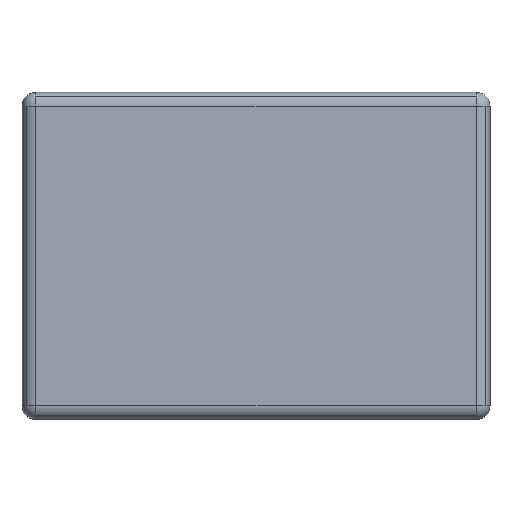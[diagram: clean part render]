
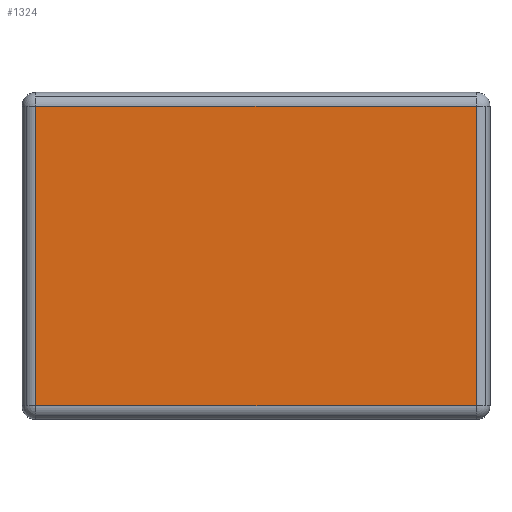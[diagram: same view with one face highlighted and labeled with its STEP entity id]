
A CAD part, top view. The second image highlights one B-rep face of the part: STEP entity #1324.
In plain terms, the highlighted planar face has unit normal (0, 0, 1).
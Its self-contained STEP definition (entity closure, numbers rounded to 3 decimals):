
#880=CARTESIAN_POINT('',(23.9,-16.25,16.2));
#881=VERTEX_POINT('',#880);
#889=CARTESIAN_POINT('',(-23.9,-16.25,16.2));
#890=VERTEX_POINT('',#889);
#891=CARTESIAN_POINT('',(23.9,-16.25,16.2));
#892=DIRECTION('',(-1.0,0.0,0.0));
#893=VECTOR('',#892,47.8);
#894=LINE('',#891,#893);
#895=EDGE_CURVE('',#881,#890,#894,.T.);
#922=CARTESIAN_POINT('',(23.9,16.25,16.2));
#923=VERTEX_POINT('',#922);
#931=CARTESIAN_POINT('',(23.9,16.25,16.2));
#932=DIRECTION('',(0.0,-1.0,0.0));
#933=VECTOR('',#932,32.5);
#934=LINE('',#931,#933);
#935=EDGE_CURVE('',#923,#881,#934,.T.);
#962=CARTESIAN_POINT('',(-23.9,16.25,16.2));
#963=VERTEX_POINT('',#962);
#971=CARTESIAN_POINT('',(-23.9,16.25,16.2));
#972=DIRECTION('',(1.0,0.0,0.0));
#973=VECTOR('',#972,47.8);
#974=LINE('',#971,#973);
#975=EDGE_CURVE('',#963,#923,#974,.T.);
#1009=CARTESIAN_POINT('',(-23.9,-16.25,16.2));
#1010=DIRECTION('',(0.0,1.0,0.0));
#1011=VECTOR('',#1010,32.5);
#1012=LINE('',#1009,#1011);
#1013=EDGE_CURVE('',#890,#963,#1012,.T.);
#1313=CARTESIAN_POINT('',(0.,0.,16.2));
#1314=DIRECTION('',(0.0,0.0,1.0));
#1315=DIRECTION('',(0.0,1.0,0.0));
#1316=AXIS2_PLACEMENT_3D('',#1313,#1314,#1315);
#1317=PLANE('',#1316);
#1318=ORIENTED_EDGE('',*,*,#1013,.F.);
#1319=ORIENTED_EDGE('',*,*,#895,.F.);
#1320=ORIENTED_EDGE('',*,*,#935,.F.);
#1321=ORIENTED_EDGE('',*,*,#975,.F.);
#1322=EDGE_LOOP('',(#1318,#1319,#1320,#1321));
#1323=FACE_OUTER_BOUND('',#1322,.T.);
#1324=ADVANCED_FACE('',(#1323),#1317,.T.);
